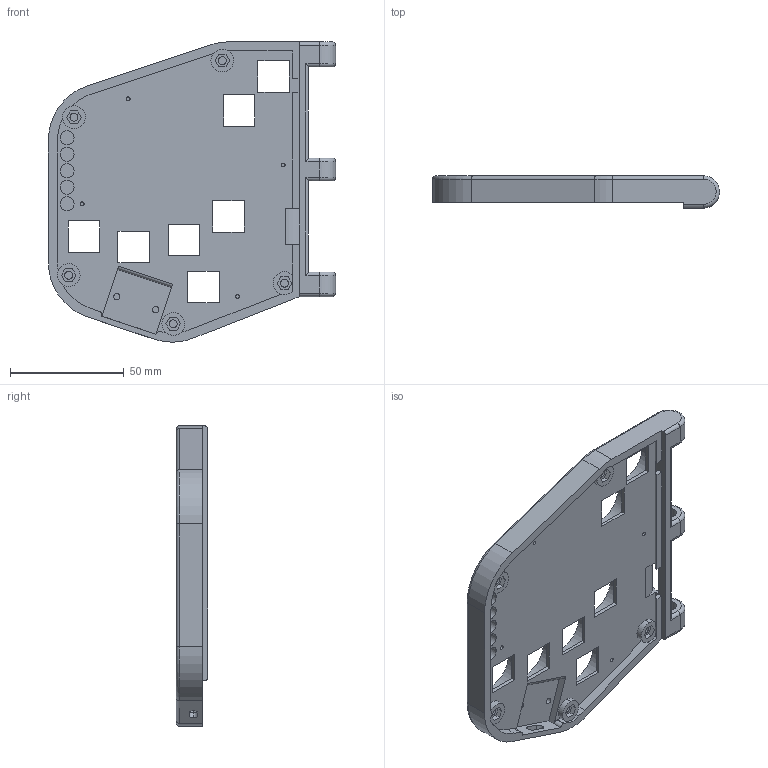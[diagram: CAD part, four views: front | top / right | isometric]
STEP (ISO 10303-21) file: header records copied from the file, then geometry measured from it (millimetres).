
FILE_DESCRIPTION(('HOOPS Exchange Step'),'2;1');
FILE_NAME('temp_export','2025-02-28T03:41:34-06:00',('campagne'),('Shapr3D Limited'),'HOOPS Exchange 2024.8','Shapr3D','Authorized');
FILE_SCHEMA( ('AP242_MANAGED_MODEL_BASED_3D_ENGINEERING_MIM_LF {1 0 10303 442 1 1 4}') );
Length unit declared in the file: millimetre
Products named in the file (5): QuRB and Reshape; Top Left Moth CTM v19.step; Moth Top Left.step; Top Left Moth - Model BirdD.step; root
Assembly tree (4 placements, depth 4):
  root
    QuRB and Reshape
    Top Left Moth - Model BirdD.step
      Moth Top Left.step
        Top Left Moth CTM v19.step
Bounding box: 126 x 14 x 131.76 mm (x, y, z)
Volume: 88705.4 mm3; surface area: 37475.5 mm2
Topology: 1 solids, 1 shells, 265 faces, 683 edges, 448 vertices
Faces by surface type: plane 138, cylinder 111, torus 16
Full cylindrical faces by diameter (mm): 1.65 x4, 2.8 x2, 3.5 x5, 6.1 x5, 6.85 x3, 21.2 x5
Entity records: 8713 total; most frequent: CARTESIAN_POINT 1865, DIRECTION 1464, ORIENTED_EDGE 1366, EDGE_CURVE 683, AXIS2_PLACEMENT_3D 524, VERTEX_POINT 448, VECTOR 416, LINE 416
